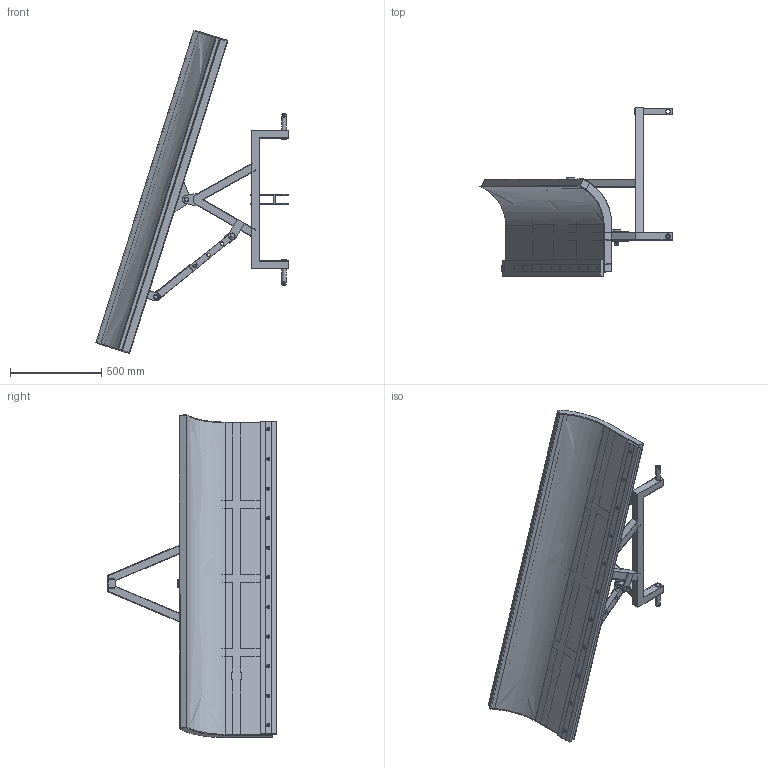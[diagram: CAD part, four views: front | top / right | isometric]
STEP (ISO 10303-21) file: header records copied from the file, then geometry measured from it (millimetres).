
FILE_DESCRIPTION(('FreeCAD Model'),'2;1');
FILE_NAME('Open CASCADE Shape Model','2025-05-04T11:57:12',('FreeCAD'),( 'FreeCAD'),'Open CASCADE STEP processor 7.6','FreeCAD','Unknown');
FILE_SCHEMA(('AUTOMOTIVE_DESIGN { 1 0 10303 214 1 1 1 1 }'));
Length unit declared in the file: millimetre
Products named in the file (1): Open CASCADE STEP translator 7.6 1
Bounding box: 1054.27 x 926.79 x 1773.64 mm (x, y, z)
Volume: 12334997.2 mm3; surface area: 6632738.5 mm2
Topology: 33 solids, 46 shells, 936 faces, 2293 edges, 1448 vertices
Faces by surface type: bspline 936
Entity records: 30984 total; most frequent: CARTESIAN_POINT 17263, ORIENTED_EDGE 4586, EDGE_CURVE 2293, B_SPLINE_CURVE_WITH_KNOTS 1490, VERTEX_POINT 1448, FACE_BOUND 1127, EDGE_LOOP 1127, ADVANCED_FACE 936
